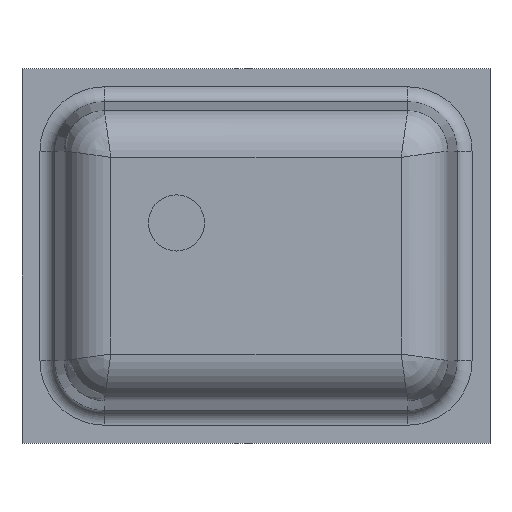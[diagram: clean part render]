
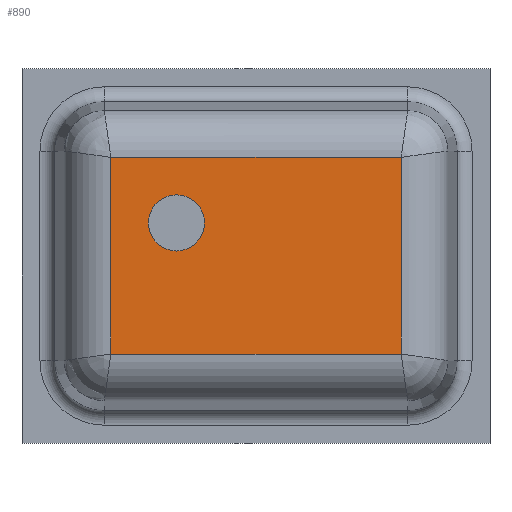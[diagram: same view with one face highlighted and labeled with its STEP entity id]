
A CAD part, top view. The second image highlights one B-rep face of the part: STEP entity #890.
In plain terms, the highlighted planar face has unit normal (0, 0, 1).
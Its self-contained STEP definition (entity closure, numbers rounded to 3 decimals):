
#890=ADVANCED_FACE('',(#2130,#2132),#2134,.T.);
#2130=FACE_BOUND('',#2131,.T.);
#2131=EDGE_LOOP('',(#3865,#3866,#3867,#3868));
#2132=FACE_BOUND('',#2133,.T.);
#2133=EDGE_LOOP('',(#3869));
#2134=PLANE('',#2135);
#2135=AXIS2_PLACEMENT_3D('',#2136,#2137,#2138);
#2136=CARTESIAN_POINT('',(0.,0.,1.));
#2137=DIRECTION('',(0.,0.,1.));
#2138=DIRECTION('',(1.,0.,0.));
#3865=ORIENTED_EDGE('',*,*,#4341,.T.);
#3866=ORIENTED_EDGE('',*,*,#4342,.T.);
#3867=ORIENTED_EDGE('',*,*,#4343,.T.);
#3868=ORIENTED_EDGE('',*,*,#4344,.T.);
#3869=ORIENTED_EDGE('',*,*,#4339,.T.);
#4339=EDGE_CURVE('',#4837,#4837,#4838,.F.);
#4341=EDGE_CURVE('',#4841,#4842,#4843,.T.);
#4342=EDGE_CURVE('',#4842,#4844,#4845,.T.);
#4343=EDGE_CURVE('',#4844,#4846,#4847,.T.);
#4344=EDGE_CURVE('',#4846,#4841,#4848,.T.);
#4837=VERTEX_POINT('',#5885);
#4838=CIRCLE('',#5886,0.15);
#4841=VERTEX_POINT('',#5895);
#4842=VERTEX_POINT('',#5896);
#4843=LINE('',#5897,#5898);
#4844=VERTEX_POINT('',#5900);
#4845=LINE('',#5901,#5902);
#4846=VERTEX_POINT('',#5904);
#4847=LINE('',#5905,#5906);
#4848=LINE('',#5908,#5909);
#5885=CARTESIAN_POINT('',(-0.275,0.175,1.));
#5886=AXIS2_PLACEMENT_3D('',#5887,#5888,#5889);
#5887=CARTESIAN_POINT('',(-0.425,0.175,1.));
#5888=DIRECTION('',(0.,0.,1.));
#5889=DIRECTION('',(1.,0.,0.));
#5895=CARTESIAN_POINT('',(0.775,-0.525,1.));
#5896=CARTESIAN_POINT('',(0.775,0.525,1.));
#5897=CARTESIAN_POINT('',(0.775,-0.525,1.));
#5898=VECTOR('',#5899,1.);
#5899=DIRECTION('',(0.,1.,0.));
#5900=CARTESIAN_POINT('',(-0.775,0.525,1.));
#5901=CARTESIAN_POINT('',(0.775,0.525,1.));
#5902=VECTOR('',#5903,1.);
#5903=DIRECTION('',(-1.,0.,0.));
#5904=CARTESIAN_POINT('',(-0.775,-0.525,1.));
#5905=CARTESIAN_POINT('',(-0.775,0.525,1.));
#5906=VECTOR('',#5907,1.);
#5907=DIRECTION('',(0.,-1.,0.));
#5908=CARTESIAN_POINT('',(-0.775,-0.525,1.));
#5909=VECTOR('',#5910,1.);
#5910=DIRECTION('',(1.,0.,0.));
